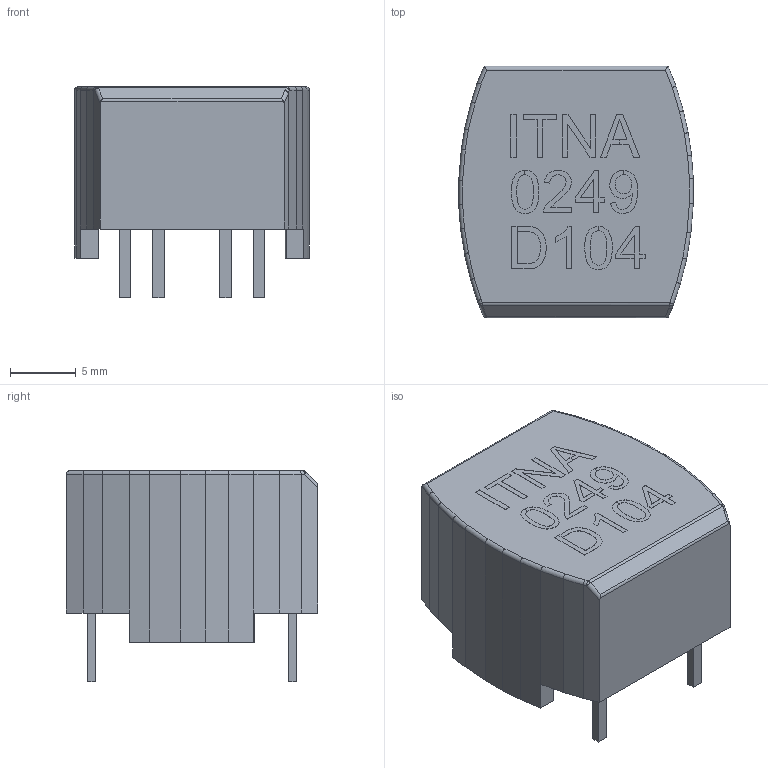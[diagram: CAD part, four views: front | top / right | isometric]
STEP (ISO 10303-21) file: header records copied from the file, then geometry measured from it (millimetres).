
FILE_DESCRIPTION (( 'STEP AP214' ), '1' );
FILE_NAME ('User Library-ITNA.STEP', '2018-10-31T08:41:37', ( '' ), ( '' ), 'SwSTEP 2.0', 'SolidWorks 2018', '' );
FILE_SCHEMA (( 'AUTOMOTIVE_DESIGN' ));
Length unit declared in the file: millimetre
Products named in the file (24): User Library-ITNA_Extruded; User Library-ITNA_298297664; User Library-ITNA_298302400; User Library-ITNA_298304576; User Library-ITNA_ITNA; User Library-ITNA_Extruded_2; User Library-ITNA_298305856; User Library-ITNA_Extruded_10; User Library-ITNA_Extruded_5; User Library-ITNA; User Library-ITNA_Extruded_8; User Library-ITNA_298293952; User Library-ITNA_Extruded_7; User Library-ITNA_298292160; User Library-ITNA_ITNA_2; User Library-ITNA_298289088; User Library-ITNA_Extruded_6; User Library-ITNA_298806224; User Library-ITNA_Extruded_3; User Library-ITNA_Extruded_4; User Library-ITNA_Free-Models; User Library-ITNA_Extruded_9; User Library-ITNA_298302144; User Library-ITNA_298815568
Assembly tree (25 placements, depth 4):
  User Library-ITNA
    User Library-ITNA_Free-Models
      User Library-ITNA_ITNA
      User Library-ITNA_ITNA_2
      User Library-ITNA_298293952  x2
        User Library-ITNA_Extruded
      User Library-ITNA_298289088  x2
        User Library-ITNA_Extruded_2
      User Library-ITNA_298302144
        User Library-ITNA_Extruded_3
      User Library-ITNA_298292160
        User Library-ITNA_Extruded_4
      User Library-ITNA_298302400
        User Library-ITNA_Extruded_5
      User Library-ITNA_298305856
        User Library-ITNA_Extruded_6
      User Library-ITNA_298304576
        User Library-ITNA_Extruded_7
      User Library-ITNA_298297664
        User Library-ITNA_Extruded_8
      User Library-ITNA_298806224
        User Library-ITNA_Extruded_9
      User Library-ITNA_298815568
        User Library-ITNA_Extruded_10
Bounding box: 17.78 x 19.06 x 16.01 mm (x, y, z)
Volume: 3459 mm3; surface area: 1566.4 mm2
Topology: 13 solids, 21 shells, 541 faces, 1489 edges, 981 vertices
Faces by surface type: plane 512, cylinder 27, bspline 2
Entity records: 19492 total; most frequent: CARTESIAN_POINT 2687, ORIENTED_EDGE 2398, DIRECTION 2134, EDGE_CURVE 1205, LINE 1166, VECTOR 1166, VERTEX_POINT 793, UNCERTAINTY_MEASURE_WITH_UNIT 491
